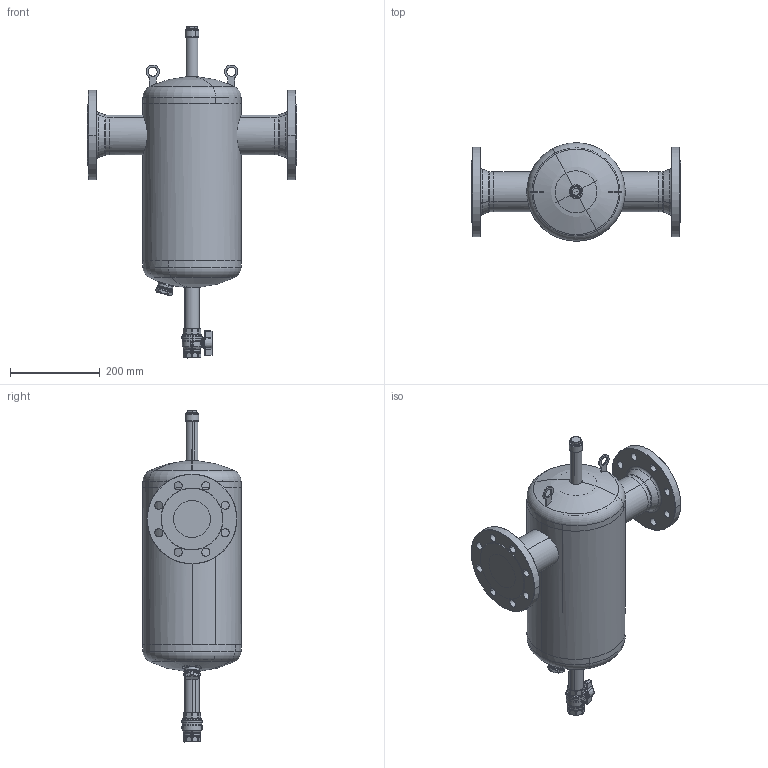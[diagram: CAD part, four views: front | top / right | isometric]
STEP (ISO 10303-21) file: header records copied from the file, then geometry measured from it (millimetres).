
FILE_DESCRIPTION(('CATIA V5 STEP Exchange','CAx-IF Rec.Pracs.--- Model Styling and Organization---1.4--- 2014-01-23','CAx-IF Rec.Pracs.---3D Tessellated Data Validation Properties---0.5---2014-09-14'),'2;1');
FILE_NAME('STEP_546580_-_TST.stp','2022-07-11T14:52:43+00:00',('none'),('none'),'CATIA Version 5-6 Release 2019 SP3','CATIA V5 STEP AP242 v1','none');
FILE_SCHEMA(('AP242_MANAGED_MODEL_BASED_3D_ENGINEERING_MIM_LF {1 0 10303 442 1 1 4}'));
Length unit declared in the file: millimetre
Products named in the file (1): 546580 - TST
Bounding box: 466 x 218.97 x 740 mm (x, y, z)
Volume: 19942946.3 mm3; surface area: 1459862.3 mm2
Topology: 14 solids, 22 shells, 969 faces, 2532 edges, 1567 vertices
Faces by surface type: cylinder 294, plane 284, bspline 166, cone 120, torus 77, sphere 28
Entity records: 33185 total; most frequent: CARTESIAN_POINT 13566, ORIENTED_EDGE 4857, DIRECTION 2606, EDGE_CURVE 2510, VERTEX_POINT 1567, AXIS2_PLACEMENT_3D 1253, EDGE_LOOP 1043, ADVANCED_FACE 969
